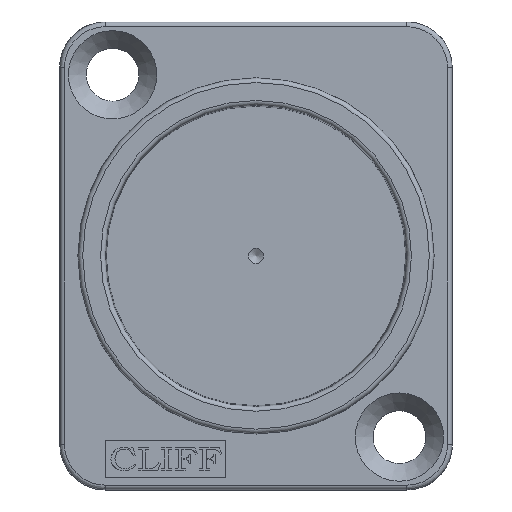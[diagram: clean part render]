
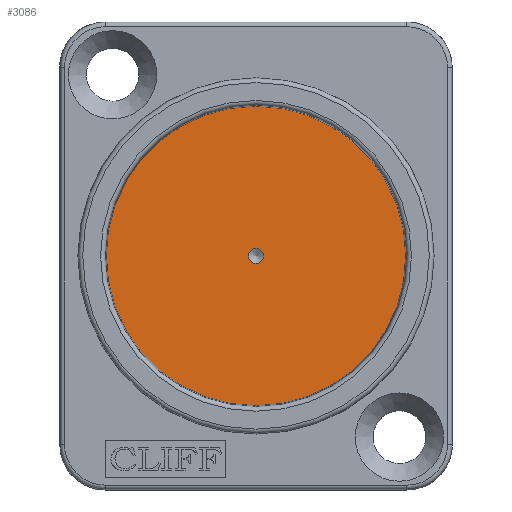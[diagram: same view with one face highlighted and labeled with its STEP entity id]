
A CAD part, top view. The second image highlights one B-rep face of the part: STEP entity #3086.
In plain terms, the highlighted planar face has unit normal (0, 0, 1).
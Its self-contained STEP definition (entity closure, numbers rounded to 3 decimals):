
#159=FACE_BOUND('',#453,.T.);
#177=PLANE('',#3282);
#285=FACE_OUTER_BOUND('',#452,.T.);
#452=EDGE_LOOP('',(#2032));
#453=EDGE_LOOP('',(#2033));
#631=CIRCLE('',#3273,0.5);
#635=CIRCLE('',#3279,9.921);
#1285=VERTEX_POINT('',#4126);
#1288=VERTEX_POINT('',#4136);
#1577=EDGE_CURVE('',#1285,#1285,#631,.T.);
#1581=EDGE_CURVE('',#1288,#1288,#635,.T.);
#2032=ORIENTED_EDGE('',*,*,#1581,.T.);
#2033=ORIENTED_EDGE('',*,*,#1577,.T.);
#3086=ADVANCED_FACE('',(#285,#159),#177,.T.);
#3273=AXIS2_PLACEMENT_3D('',#4128,#3460,#3461);
#3279=AXIS2_PLACEMENT_3D('',#4137,#3472,#3473);
#3282=AXIS2_PLACEMENT_3D('',#4142,#3479,#3480);
#3460=DIRECTION('center_axis',(0.,0.,-1.));
#3461=DIRECTION('ref_axis',(0.,1.,0.));
#3472=DIRECTION('center_axis',(0.,0.,1.));
#3473=DIRECTION('ref_axis',(-1.,0.,0.));
#3479=DIRECTION('center_axis',(0.,0.,1.));
#3480=DIRECTION('ref_axis',(1.,0.,0.));
#4126=CARTESIAN_POINT('',(0.,-0.5,2.1));
#4128=CARTESIAN_POINT('Origin',(0.,0.,2.1));
#4136=CARTESIAN_POINT('',(9.921,0.,2.1));
#4137=CARTESIAN_POINT('Origin',(0.,0.,2.1));
#4142=CARTESIAN_POINT('Origin',(0.,0.,
2.1));
